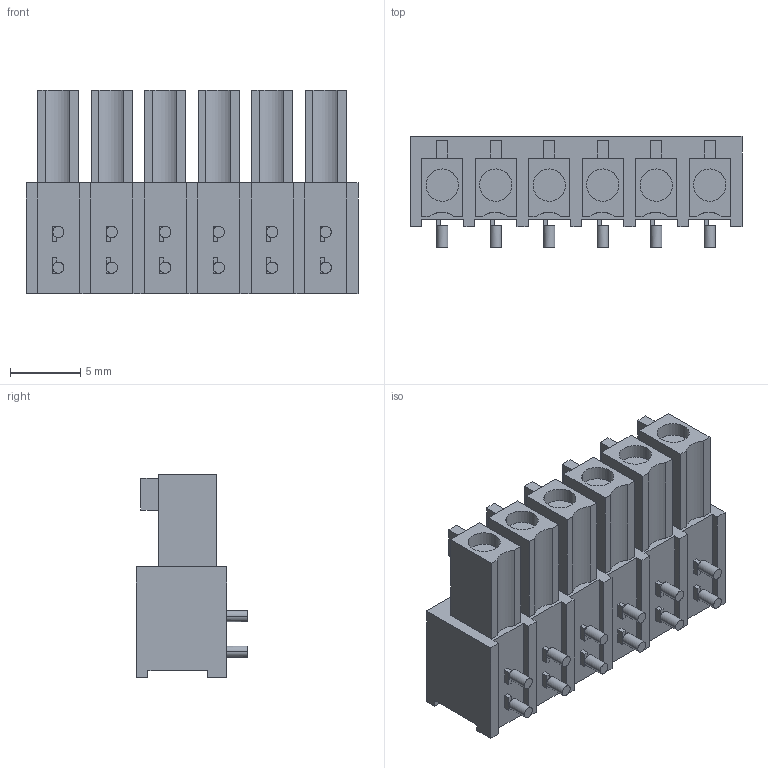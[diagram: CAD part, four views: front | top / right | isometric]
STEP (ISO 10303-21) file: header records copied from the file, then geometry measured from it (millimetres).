
FILE_DESCRIPTION(('CATIA V5 STEP Exchange','CAx-IF Rec.Pracs.--- Model Styling and Organization---1.2---2011-12-15'),'2;1');
FILE_NAME ('D1460851_0_1974820000_1974820000.stp','2016-12-07T15:23:47+00:00',('none'),('Weidmueller'),'CATIA Version 5-6 Release 2014','CATIA V5 STEP AP214','none');
FILE_SCHEMA(('AUTOMOTIVE_DESIGN { 1 0 10303 214 1 1 1 1 }'));
Length unit declared in the file: millimetre
Products named in the file (1): 1974820000_S
Bounding box: 23.65 x 7.95 x 14.5 mm (x, y, z)
Volume: 1501.8 mm3; surface area: 1645.8 mm2
Topology: 13 solids, 13 shells, 340 faces, 836 edges, 552 vertices
Faces by surface type: plane 286, cylinder 54
Entity records: 8971 total; most frequent: ORIENTED_EDGE 1672, CARTESIAN_POINT 1643, DIRECTION 1140, EDGE_CURVE 836, VECTOR 692, LINE 692, VERTEX_POINT 552, EDGE_LOOP 370
